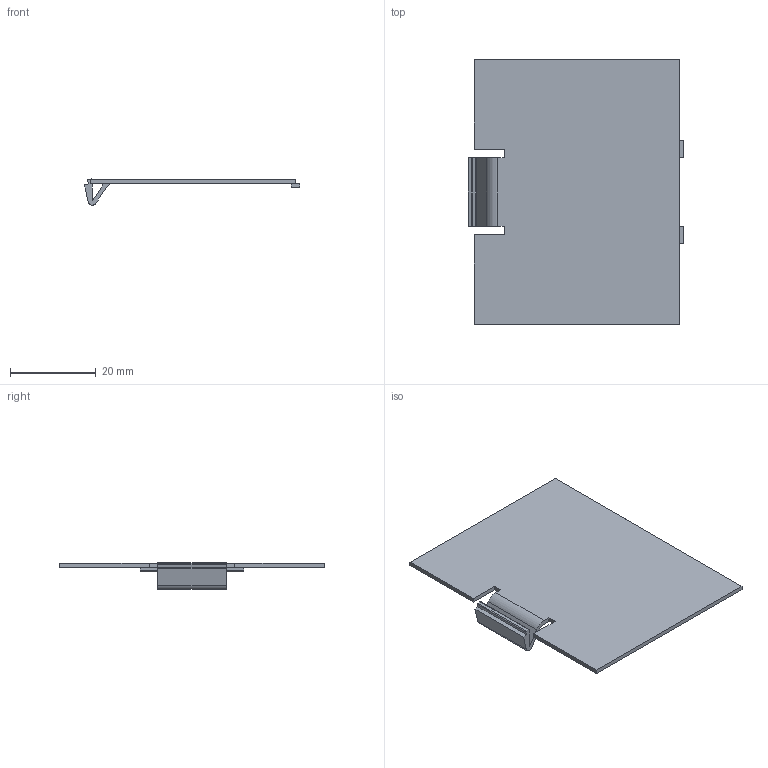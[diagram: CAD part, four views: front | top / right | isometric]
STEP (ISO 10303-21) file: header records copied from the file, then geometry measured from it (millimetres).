
FILE_DESCRIPTION(/* description */ (''),/* implementation_level */ '2;1');
FILE_NAME(/* name */ 'BAcA_3.stp',/* time_stamp */ '2019-02-21T18:46:23+01:00',/* author */ ('Varga Daniel'),/* organization */ (''),/* preprocessor_version */ 'ST-DEVELOPER v17.2',/* originating_system */ 'Autodesk Inventor 2019',/* authorisation */ '');
FILE_SCHEMA (('AUTOMOTIVE_DESIGN { 1 0 10303 214 3 1 1 }'));
Length unit declared in the file: millimetre
Products named in the file (1): BAcA_3
Bounding box: 50.19 x 61.6 x 6.12 mm (x, y, z)
Volume: 3081.8 mm3; surface area: 6396.7 mm2
Topology: 1 solids, 1 shells, 42 faces, 116 edges, 76 vertices
Faces by surface type: plane 32, cylinder 10
Entity records: 1369 total; most frequent: CARTESIAN_POINT 235, ORIENTED_EDGE 232, DIRECTION 222, EDGE_CURVE 116, LINE 96, VECTOR 96, VERTEX_POINT 76, AXIS2_PLACEMENT_3D 63
